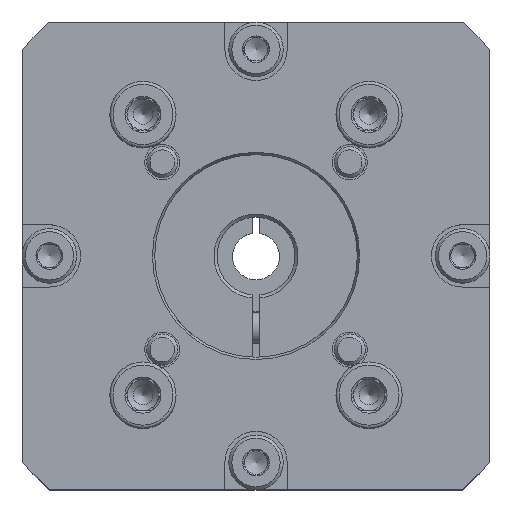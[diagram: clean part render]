
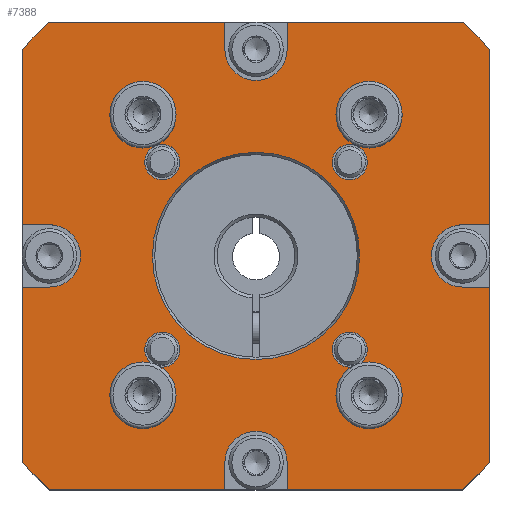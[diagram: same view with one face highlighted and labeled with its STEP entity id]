
A CAD part, top view. The second image highlights one B-rep face of the part: STEP entity #7388.
In plain terms, the highlighted planar face has unit normal (0, 0, 1).
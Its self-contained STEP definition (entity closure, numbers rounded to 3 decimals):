
#591=LINE('',#12060,#1047);
#595=LINE('',#12068,#1051);
#599=LINE('',#12077,#1055);
#603=LINE('',#12085,#1059);
#607=LINE('',#12094,#1063);
#611=LINE('',#12102,#1067);
#615=LINE('',#12111,#1071);
#619=LINE('',#12119,#1075);
#621=LINE('',#12136,#1077);
#622=LINE('',#12138,#1078);
#623=LINE('',#12142,#1079);
#624=LINE('',#12144,#1080);
#625=LINE('',#12148,#1081);
#626=LINE('',#12150,#1082);
#627=LINE('',#12154,#1083);
#628=LINE('',#12156,#1084);
#1047=VECTOR('',#9573,1000.);
#1051=VECTOR('',#9577,1000.);
#1055=VECTOR('',#9583,1000.);
#1059=VECTOR('',#9587,1000.);
#1063=VECTOR('',#9593,1000.);
#1067=VECTOR('',#9597,1000.);
#1071=VECTOR('',#9603,1000.);
#1075=VECTOR('',#9607,1000.);
#1077=VECTOR('',#9623,1000.);
#1078=VECTOR('',#9626,1000.);
#1079=VECTOR('',#9629,1000.);
#1080=VECTOR('',#9632,1000.);
#1081=VECTOR('',#9635,1000.);
#1082=VECTOR('',#9638,1000.);
#1083=VECTOR('',#9641,1000.);
#1084=VECTOR('',#9644,1000.);
#1974=ORIENTED_EDGE('',*,*,#3774,.T.);
#1975=ORIENTED_EDGE('',*,*,#3775,.T.);
#1976=ORIENTED_EDGE('',*,*,#3776,.T.);
#1977=ORIENTED_EDGE('',*,*,#3777,.T.);
#1978=ORIENTED_EDGE('',*,*,#3778,.T.);
#1979=ORIENTED_EDGE('',*,*,#3779,.T.);
#1980=ORIENTED_EDGE('',*,*,#3780,.T.);
#1981=ORIENTED_EDGE('',*,*,#3748,.T.);
#1982=ORIENTED_EDGE('',*,*,#3781,.T.);
#1983=ORIENTED_EDGE('',*,*,#3752,.T.);
#1984=ORIENTED_EDGE('',*,*,#3782,.T.);
#1985=ORIENTED_EDGE('',*,*,#3783,.T.);
#1986=ORIENTED_EDGE('',*,*,#3784,.T.);
#1987=ORIENTED_EDGE('',*,*,#3756,.T.);
#1988=ORIENTED_EDGE('',*,*,#3785,.T.);
#1989=ORIENTED_EDGE('',*,*,#3760,.T.);
#1990=ORIENTED_EDGE('',*,*,#3786,.T.);
#1991=ORIENTED_EDGE('',*,*,#3787,.T.);
#1992=ORIENTED_EDGE('',*,*,#3788,.T.);
#1993=ORIENTED_EDGE('',*,*,#3764,.T.);
#1994=ORIENTED_EDGE('',*,*,#3789,.T.);
#1995=ORIENTED_EDGE('',*,*,#3768,.T.);
#1996=ORIENTED_EDGE('',*,*,#3790,.T.);
#1997=ORIENTED_EDGE('',*,*,#3791,.T.);
#1998=ORIENTED_EDGE('',*,*,#3792,.T.);
#1999=ORIENTED_EDGE('',*,*,#3772,.T.);
#2000=ORIENTED_EDGE('',*,*,#3793,.T.);
#2001=ORIENTED_EDGE('',*,*,#3744,.T.);
#2002=ORIENTED_EDGE('',*,*,#3794,.T.);
#3744=EDGE_CURVE('',#4702,#4701,#591,.T.);
#3748=EDGE_CURVE('',#4706,#4705,#595,.T.);
#3752=EDGE_CURVE('',#4710,#4709,#599,.T.);
#3756=EDGE_CURVE('',#4714,#4713,#603,.T.);
#3760=EDGE_CURVE('',#4718,#4717,#607,.T.);
#3764=EDGE_CURVE('',#4722,#4721,#611,.T.);
#3768=EDGE_CURVE('',#4726,#4725,#615,.T.);
#3772=EDGE_CURVE('',#4730,#4729,#619,.T.);
#3774=EDGE_CURVE('',#4731,#4731,#5343,.T.);
#3775=EDGE_CURVE('',#4732,#4732,#5344,.T.);
#3776=EDGE_CURVE('',#4733,#4733,#5345,.T.);
#3777=EDGE_CURVE('',#4734,#4734,#5346,.T.);
#3778=EDGE_CURVE('',#4735,#4735,#5347,.T.);
#3779=EDGE_CURVE('',#4736,#4737,#5348,.T.);
#3780=EDGE_CURVE('',#4737,#4706,#621,.T.);
#3781=EDGE_CURVE('',#4705,#4710,#5349,.T.);
#3782=EDGE_CURVE('',#4709,#4738,#622,.T.);
#3783=EDGE_CURVE('',#4738,#4739,#5350,.T.);
#3784=EDGE_CURVE('',#4739,#4714,#623,.T.);
#3785=EDGE_CURVE('',#4713,#4718,#5351,.T.);
#3786=EDGE_CURVE('',#4717,#4740,#624,.T.);
#3787=EDGE_CURVE('',#4740,#4741,#5352,.F.);
#3788=EDGE_CURVE('',#4741,#4722,#625,.T.);
#3789=EDGE_CURVE('',#4721,#4726,#5353,.T.);
#3790=EDGE_CURVE('',#4725,#4742,#626,.T.);
#3791=EDGE_CURVE('',#4742,#4743,#5354,.F.);
#3792=EDGE_CURVE('',#4743,#4730,#627,.T.);
#3793=EDGE_CURVE('',#4729,#4702,#5355,.T.);
#3794=EDGE_CURVE('',#4701,#4736,#628,.T.);
#4701=VERTEX_POINT('',#12059);
#4702=VERTEX_POINT('',#12061);
#4705=VERTEX_POINT('',#12067);
#4706=VERTEX_POINT('',#12069);
#4709=VERTEX_POINT('',#12076);
#4710=VERTEX_POINT('',#12078);
#4713=VERTEX_POINT('',#12084);
#4714=VERTEX_POINT('',#12086);
#4717=VERTEX_POINT('',#12093);
#4718=VERTEX_POINT('',#12095);
#4721=VERTEX_POINT('',#12101);
#4722=VERTEX_POINT('',#12103);
#4725=VERTEX_POINT('',#12110);
#4726=VERTEX_POINT('',#12112);
#4729=VERTEX_POINT('',#12118);
#4730=VERTEX_POINT('',#12120);
#4731=VERTEX_POINT('',#12124);
#4732=VERTEX_POINT('',#12126);
#4733=VERTEX_POINT('',#12128);
#4734=VERTEX_POINT('',#12130);
#4735=VERTEX_POINT('',#12132);
#4736=VERTEX_POINT('',#12134);
#4737=VERTEX_POINT('',#12135);
#4738=VERTEX_POINT('',#12139);
#4739=VERTEX_POINT('',#12141);
#4740=VERTEX_POINT('',#12145);
#4741=VERTEX_POINT('',#12147);
#4742=VERTEX_POINT('',#12151);
#4743=VERTEX_POINT('',#12153);
#5343=CIRCLE('',#8131,2.25);
#5344=CIRCLE('',#8132,2.25);
#5345=CIRCLE('',#8133,2.25);
#5346=CIRCLE('',#8134,2.25);
#5347=CIRCLE('',#8135,13.289);
#5348=CIRCLE('',#8136,4.);
#5349=CIRCLE('',#8137,40.);
#5350=CIRCLE('',#8138,4.);
#5351=CIRCLE('',#8139,40.);
#5352=CIRCLE('',#8140,4.);
#5353=CIRCLE('',#8141,40.);
#5354=CIRCLE('',#8142,4.);
#5355=CIRCLE('',#8143,40.);
#5927=EDGE_LOOP('',(#1974));
#5928=EDGE_LOOP('',(#1975));
#5929=EDGE_LOOP('',(#1976));
#5930=EDGE_LOOP('',(#1977));
#5931=EDGE_LOOP('',(#1978));
#5932=EDGE_LOOP('',(#1979,#1980,#1981,#1982,#1983,#1984,#1985,#1986,#1987,
#1988,#1989,#1990,#1991,#1992,#1993,#1994,#1995,#1996,#1997,#1998,#1999,
#2000,#2001,#2002));
#6598=FACE_BOUND('',#5927,.T.);
#6599=FACE_BOUND('',#5928,.T.);
#6600=FACE_BOUND('',#5929,.T.);
#6601=FACE_BOUND('',#5930,.T.);
#6602=FACE_BOUND('',#5931,.T.);
#6603=FACE_BOUND('',#5932,.T.);
#7090=PLANE('',#8130);
#7388=ADVANCED_FACE('',(#6598,#6599,#6600,#6601,#6602,#6603),#7090,.T.);
#8130=AXIS2_PLACEMENT_3D('',#12122,#9609,#9610);
#8131=AXIS2_PLACEMENT_3D('',#12123,#9611,#9612);
#8132=AXIS2_PLACEMENT_3D('',#12125,#9613,#9614);
#8133=AXIS2_PLACEMENT_3D('',#12127,#9615,#9616);
#8134=AXIS2_PLACEMENT_3D('',#12129,#9617,#9618);
#8135=AXIS2_PLACEMENT_3D('',#12131,#9619,#9620);
#8136=AXIS2_PLACEMENT_3D('',#12133,#9621,#9622);
#8137=AXIS2_PLACEMENT_3D('',#12137,#9624,#9625);
#8138=AXIS2_PLACEMENT_3D('',#12140,#9627,#9628);
#8139=AXIS2_PLACEMENT_3D('',#12143,#9630,#9631);
#8140=AXIS2_PLACEMENT_3D('',#12146,#9633,#9634);
#8141=AXIS2_PLACEMENT_3D('',#12149,#9636,#9637);
#8142=AXIS2_PLACEMENT_3D('',#12152,#9639,#9640);
#8143=AXIS2_PLACEMENT_3D('',#12155,#9642,#9643);
#9573=DIRECTION('',(0.,-1.,0.));
#9577=DIRECTION('',(0.,-1.,0.));
#9583=DIRECTION('',(1.,0.,0.));
#9587=DIRECTION('',(1.,0.,0.));
#9593=DIRECTION('',(0.,1.,0.));
#9597=DIRECTION('',(0.,1.,0.));
#9603=DIRECTION('',(-1.,0.,0.));
#9607=DIRECTION('',(-1.,0.,0.));
#9609=DIRECTION('',(0.,0.,1.));
#9610=DIRECTION('',(1.,0.,0.));
#9611=DIRECTION('',(0.,0.,-1.));
#9612=DIRECTION('',(-1.,0.,0.));
#9613=DIRECTION('',(0.,0.,-1.));
#9614=DIRECTION('',(-1.,0.,0.));
#9615=DIRECTION('',(0.,0.,-1.));
#9616=DIRECTION('',(-1.,0.,0.));
#9617=DIRECTION('',(0.,0.,-1.));
#9618=DIRECTION('',(-1.,0.,0.));
#9619=DIRECTION('',(0.,0.,-1.));
#9620=DIRECTION('',(-1.,0.,0.));
#9621=DIRECTION('',(0.,0.,-1.));
#9622=DIRECTION('',(-1.,0.,0.));
#9623=DIRECTION('',(-1.,0.,0.));
#9624=DIRECTION('',(0.,0.,1.));
#9625=DIRECTION('',(1.,0.,0.));
#9626=DIRECTION('',(0.,1.,0.));
#9627=DIRECTION('',(0.,0.,-1.));
#9628=DIRECTION('',(-1.,0.,0.));
#9629=DIRECTION('',(0.,-1.,0.));
#9630=DIRECTION('',(0.,0.,1.));
#9631=DIRECTION('',(1.,0.,0.));
#9632=DIRECTION('',(-1.,0.,0.));
#9633=DIRECTION('',(0.,0.,1.));
#9634=DIRECTION('',(1.,0.,0.));
#9635=DIRECTION('',(1.,0.,0.));
#9636=DIRECTION('',(0.,0.,1.));
#9637=DIRECTION('',(1.,0.,0.));
#9638=DIRECTION('',(0.,-1.,0.));
#9639=DIRECTION('',(0.,0.,1.));
#9640=DIRECTION('',(1.,0.,0.));
#9641=DIRECTION('',(0.,1.,0.));
#9642=DIRECTION('',(0.,0.,1.));
#9643=DIRECTION('',(1.,0.,0.));
#9644=DIRECTION('',(1.,0.,0.));
#12059=CARTESIAN_POINT('',(-30.,4.,8.5));
#12060=CARTESIAN_POINT('',(-30.,26.458,8.5));
#12061=CARTESIAN_POINT('',(-30.,26.458,8.5));
#12067=CARTESIAN_POINT('',(-30.,-26.458,8.5));
#12068=CARTESIAN_POINT('',(-30.,26.458,8.5));
#12069=CARTESIAN_POINT('',(-30.,-4.,8.5));
#12076=CARTESIAN_POINT('',(-4.,-30.,8.5));
#12077=CARTESIAN_POINT('',(-26.458,-30.,8.5));
#12078=CARTESIAN_POINT('',(-26.458,-30.,8.5));
#12084=CARTESIAN_POINT('',(26.458,-30.,8.5));
#12085=CARTESIAN_POINT('',(-26.458,-30.,8.5));
#12086=CARTESIAN_POINT('',(4.,-30.,8.5));
#12093=CARTESIAN_POINT('',(30.,-4.,8.5));
#12094=CARTESIAN_POINT('',(30.,-26.458,8.5));
#12095=CARTESIAN_POINT('',(30.,-26.458,8.5));
#12101=CARTESIAN_POINT('',(30.,26.458,8.5));
#12102=CARTESIAN_POINT('',(30.,-26.458,8.5));
#12103=CARTESIAN_POINT('',(30.,4.,8.5));
#12110=CARTESIAN_POINT('',(4.,30.,8.5));
#12111=CARTESIAN_POINT('',(26.458,30.,8.5));
#12112=CARTESIAN_POINT('',(26.458,30.,8.5));
#12118=CARTESIAN_POINT('',(-26.458,30.,8.5));
#12119=CARTESIAN_POINT('',(26.458,30.,8.5));
#12120=CARTESIAN_POINT('',(-4.,30.,8.5));
#12122=CARTESIAN_POINT('',(0.,0.,8.5));
#12123=CARTESIAN_POINT('',(12.021,-12.021,8.5));
#12124=CARTESIAN_POINT('',(9.771,-12.021,8.5));
#12125=CARTESIAN_POINT('',(-12.021,-12.021,8.5));
#12126=CARTESIAN_POINT('',(-14.271,-12.021,8.5));
#12127=CARTESIAN_POINT('',(-12.021,12.021,8.5));
#12128=CARTESIAN_POINT('',(-14.271,12.021,8.5));
#12129=CARTESIAN_POINT('',(12.021,12.021,8.5));
#12130=CARTESIAN_POINT('',(9.771,12.021,8.5));
#12131=CARTESIAN_POINT('',(0.,0.,8.5));
#12132=CARTESIAN_POINT('',(-13.289,0.,8.5));
#12133=CARTESIAN_POINT('',(-26.5,0.,8.5));
#12134=CARTESIAN_POINT('',(-26.5,4.,8.5));
#12135=CARTESIAN_POINT('',(-26.5,-4.,8.5));
#12136=CARTESIAN_POINT('',(-26.5,-4.,8.5));
#12137=CARTESIAN_POINT('',(0.,0.,8.5));
#12138=CARTESIAN_POINT('',(-4.,-30.,8.5));
#12139=CARTESIAN_POINT('',(-4.,-26.5,8.5));
#12140=CARTESIAN_POINT('',(0.,-26.5,8.5));
#12141=CARTESIAN_POINT('',(4.,-26.5,8.5));
#12142=CARTESIAN_POINT('',(4.,-26.5,8.5));
#12143=CARTESIAN_POINT('',(0.,0.,8.5));
#12144=CARTESIAN_POINT('',(30.,-4.,8.5));
#12145=CARTESIAN_POINT('',(26.5,-4.,8.5));
#12146=CARTESIAN_POINT('',(26.5,0.,8.5));
#12147=CARTESIAN_POINT('',(26.5,4.,8.5));
#12148=CARTESIAN_POINT('',(26.5,4.,8.5));
#12149=CARTESIAN_POINT('',(0.,0.,8.5));
#12150=CARTESIAN_POINT('',(4.,30.,8.5));
#12151=CARTESIAN_POINT('',(4.,26.5,8.5));
#12152=CARTESIAN_POINT('',(0.,26.5,8.5));
#12153=CARTESIAN_POINT('',(-4.,26.5,8.5));
#12154=CARTESIAN_POINT('',(-4.,26.5,8.5));
#12155=CARTESIAN_POINT('',(0.,0.,8.5));
#12156=CARTESIAN_POINT('',(-30.,4.,8.5));
